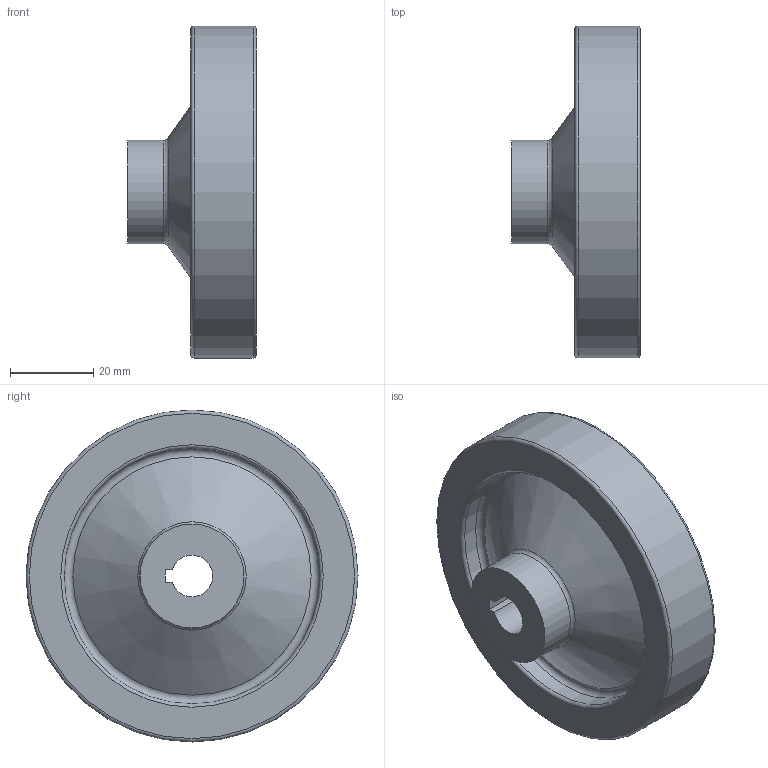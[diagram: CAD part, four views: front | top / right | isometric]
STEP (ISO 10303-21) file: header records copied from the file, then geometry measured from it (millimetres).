
FILE_DESCRIPTION( ( 'STEP AP214' ), '1' );
FILE_NAME( 'K0161.11080X10.stp', '2020-11-26T10:19:23', ( '' ), ( '' ), ' ', 'PARTsolutions', ' ' );
FILE_SCHEMA( ( 'AUTOMOTIVE_DESIGN { 1 0 10303 214 1 1 1 1 }' ) );
Length unit declared in the file: millimetre
Products named in the file (1): _K0161.11080X10
Bounding box: 31 x 80 x 80 mm (x, y, z)
Volume: 52635.3 mm3; surface area: 17704.1 mm2
Topology: 1 solids, 1 shells, 22 faces, 43 edges, 25 vertices
Faces by surface type: plane 7, torus 7, cylinder 6, cone 2
Full cylindrical faces by diameter (mm): 25 x2, 59.2 x1, 61.64 x1, 80 x1
Entity records: 684 total; most frequent: DIRECTION 94, CARTESIAN_POINT 77, ORIENTED_EDGE 58, AXIS2_PLACEMENT_3D 42, EDGE_LOOP 40, FACE_OUTER_BOUND 34, EDGE_CURVE 29, VERTEX_POINT 25
